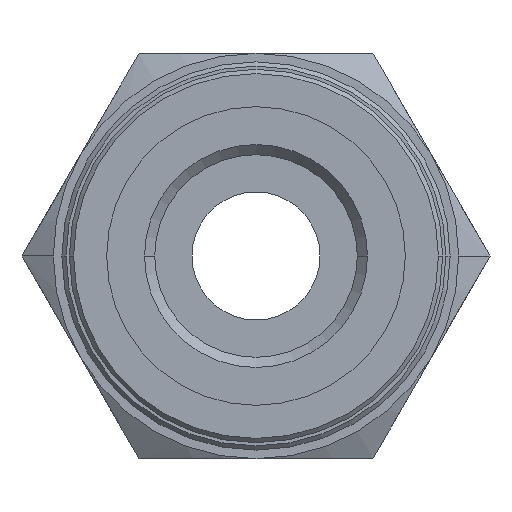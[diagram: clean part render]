
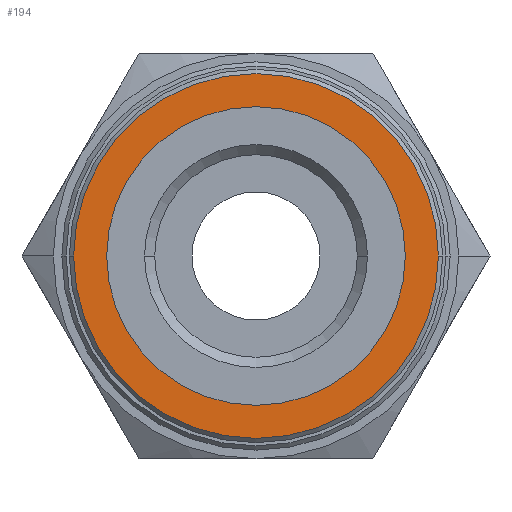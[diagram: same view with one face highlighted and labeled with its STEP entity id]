
A CAD part, front view. The second image highlights one B-rep face of the part: STEP entity #194.
In plain terms, the highlighted planar face has unit normal (0, -1, 0).
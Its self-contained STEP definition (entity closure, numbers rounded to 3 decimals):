
#194=ADVANCED_FACE('',(#400,#401),#402,.T.);
#400=FACE_BOUND('',#609,.T.);
#401=FACE_OUTER_BOUND('',#610,.T.);
#402=PLANE('',#611);
#609=EDGE_LOOP('',(#1080,#1081));
#610=EDGE_LOOP('',(#1082,#1083));
#611=AXIS2_PLACEMENT_3D('',#1084,#1085,#1086);
#1080=ORIENTED_EDGE('',*,*,#1357,.T.);
#1081=ORIENTED_EDGE('',*,*,#1261,.T.);
#1082=ORIENTED_EDGE('',*,*,#1230,.F.);
#1083=ORIENTED_EDGE('',*,*,#1358,.F.);
#1084=CARTESIAN_POINT('',(4.275,0.1,0.0));
#1085=DIRECTION('',(0.,-1.0,0.0));
#1086=DIRECTION('',(-1.0,0.,0.0));
#1230=EDGE_CURVE('',#1468,#1471,#1472,.T.);
#1261=EDGE_CURVE('',#1517,#1519,#1521,.T.);
#1357=EDGE_CURVE('',#1519,#1517,#1639,.T.);
#1358=EDGE_CURVE('',#1471,#1468,#1640,.T.);
#1468=VERTEX_POINT('',#1788);
#1471=VERTEX_POINT('',#1792);
#1472=CIRCLE('',#1793,8.55);
#1517=VERTEX_POINT('',#1841);
#1519=VERTEX_POINT('',#1844);
#1521=CIRCLE('',#1847,7.0);
#1639=CIRCLE('',#2102,7.0);
#1640=CIRCLE('',#2103,8.55);
#1788=CARTESIAN_POINT('',(8.55,0.1,0.0));
#1792=CARTESIAN_POINT('',(-8.55,0.1,0.));
#1793=AXIS2_PLACEMENT_3D('',#2213,#2214,#2215);
#1841=CARTESIAN_POINT('',(7.0,0.1,0.));
#1844=CARTESIAN_POINT('',(-7.0,0.1,0.));
#1847=AXIS2_PLACEMENT_3D('',#2278,#2279,#2280);
#2102=AXIS2_PLACEMENT_3D('',#2377,#2378,#2379);
#2103=AXIS2_PLACEMENT_3D('',#2380,#2381,#2382);
#2213=CARTESIAN_POINT('',(0.0,0.1,0.0));
#2214=DIRECTION('',(-0.0,1.0,0.0));
#2215=DIRECTION('',(1.0,0.0,0.0));
#2278=CARTESIAN_POINT('',(0.0,0.1,0.0));
#2279=DIRECTION('',(0.,1.0,0.0));
#2280=DIRECTION('',(1.0,0.,0.0));
#2377=CARTESIAN_POINT('',(0.0,0.1,0.0));
#2378=DIRECTION('',(0.,1.0,0.0));
#2379=DIRECTION('',(1.0,0.,0.0));
#2380=CARTESIAN_POINT('',(0.0,0.1,0.0));
#2381=DIRECTION('',(-0.0,1.0,0.0));
#2382=DIRECTION('',(1.0,0.0,0.0));
